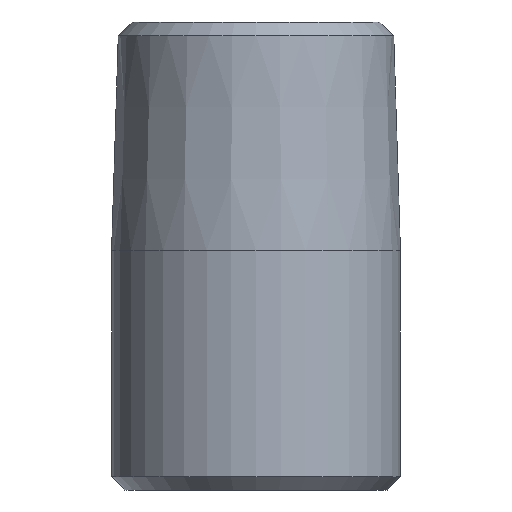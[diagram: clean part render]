
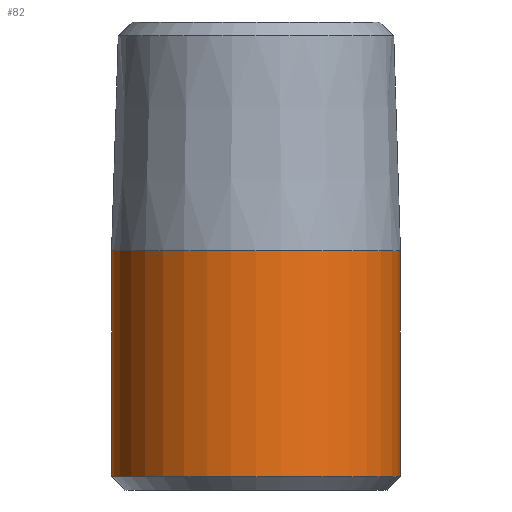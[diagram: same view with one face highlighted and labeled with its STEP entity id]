
A CAD part, front view. The second image highlights one B-rep face of the part: STEP entity #82.
In plain terms, the highlighted cylindrical face has radius 6.858 mm (diameter 13.716 mm), a partial arc.
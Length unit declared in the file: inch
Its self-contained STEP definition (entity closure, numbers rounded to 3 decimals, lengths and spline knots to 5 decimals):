
#18 = CARTESIAN_POINT ( 'NONE',  ( 0.27, 0., 0.4475 ) ) ;
#27 = VERTEX_POINT ( 'NONE', #18 ) ;
#29 = ORIENTED_EDGE ( 'NONE', *, *, #182, .T. ) ;
#66 = ORIENTED_EDGE ( 'NONE', *, *, #231, .T. ) ;
#82 = ADVANCED_FACE ( 'NONE', ( #128 ), #249, .T. ) ;
#97 = DIRECTION ( 'NONE',  ( 0., 0., -1. ) ) ;
#109 = VECTOR ( 'NONE', #97, 39.37008 ) ;
#118 = EDGE_CURVE ( 'NONE', #27, #335, #415, .T. ) ;
#121 = LINE ( 'NONE', #279, #360 ) ;
#128 = FACE_OUTER_BOUND ( 'NONE', #306, .T. ) ;
#134 = CARTESIAN_POINT ( 'NONE',  ( -0.27, 0., 0.875 ) ) ;
#152 = ORIENTED_EDGE ( 'NONE', *, *, #118, .T. ) ;
#181 = DIRECTION ( 'NONE',  ( 1., 0., 0. ) ) ;
#182 = EDGE_CURVE ( 'NONE', #461, #264, #304, .T. ) ;
#183 = DIRECTION ( 'NONE',  ( 0., 0., 1. ) ) ;
#184 = ORIENTED_EDGE ( 'NONE', *, *, #456, .F. ) ;
#201 = AXIS2_PLACEMENT_3D ( 'NONE', #473, #390, #432 ) ;
#202 = DIRECTION ( 'NONE',  ( 0., 0., -1. ) ) ;
#224 = AXIS2_PLACEMENT_3D ( 'NONE', #246, #315, #252 ) ;
#228 = CARTESIAN_POINT ( 'NONE',  ( 0., 0., 0.025 ) ) ;
#231 = EDGE_CURVE ( 'NONE', #335, #461, #449, .T. ) ;
#246 = CARTESIAN_POINT ( 'NONE',  ( 0., 0., 0.875 ) ) ;
#249 = CYLINDRICAL_SURFACE ( 'NONE', #224, 0.27 ) ;
#252 = DIRECTION ( 'NONE',  ( -1., 0., 0. ) ) ;
#264 = VERTEX_POINT ( 'NONE', #407 ) ;
#279 = CARTESIAN_POINT ( 'NONE',  ( 0.27, 0., 0.875 ) ) ;
#283 = CARTESIAN_POINT ( 'NONE',  ( -0.27, 0., 0.4475 ) ) ;
#304 = CIRCLE ( 'NONE', #373, 0.27 ) ;
#306 = EDGE_LOOP ( 'NONE', ( #184, #152, #66, #29 ) ) ;
#315 = DIRECTION ( 'NONE',  ( 0., 0., -1. ) ) ;
#335 = VERTEX_POINT ( 'NONE', #283 ) ;
#360 = VECTOR ( 'NONE', #202, 39.37008 ) ;
#373 = AXIS2_PLACEMENT_3D ( 'NONE', #228, #183, #181 ) ;
#390 = DIRECTION ( 'NONE',  ( 0., 0., -1. ) ) ;
#407 = CARTESIAN_POINT ( 'NONE',  ( 0.27, 0., 0.025 ) ) ;
#415 = CIRCLE ( 'NONE', #201, 0.27 ) ;
#432 = DIRECTION ( 'NONE',  ( -1., 0., 0. ) ) ;
#449 = LINE ( 'NONE', #134, #109 ) ;
#456 = EDGE_CURVE ( 'NONE', #27, #264, #121, .T. ) ;
#461 = VERTEX_POINT ( 'NONE', #466 ) ;
#466 = CARTESIAN_POINT ( 'NONE',  ( -0.27, 0., 0.025 ) ) ;
#473 = CARTESIAN_POINT ( 'NONE',  ( 0., 0., 0.4475 ) ) ;
